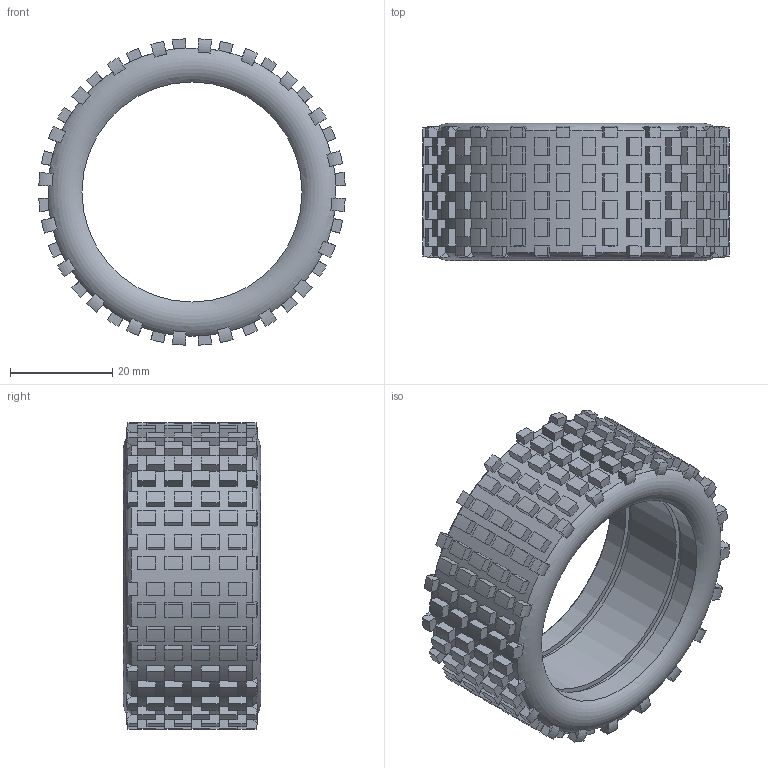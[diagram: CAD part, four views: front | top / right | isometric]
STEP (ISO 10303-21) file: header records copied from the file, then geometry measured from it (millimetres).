
FILE_DESCRIPTION(/* description */ (''),/* implementation_level */ '2;1');
FILE_NAME(/* name */ 'Tire_Spike_v2.step',/* time_stamp */ '2022-03-24T12:50:48+04:00',/* author */ (''),/* organization */ (''),/* preprocessor_version */ 'ST-DEVELOPER v18.1',/* originating_system */ 'Autodesk Translation Framework v10.13.0.1454',/* authorisation */ '');
FILE_SCHEMA (('AUTOMOTIVE_DESIGN { 1 0 10303 214 3 1 1 }'));
Length unit declared in the file: millimetre
Products named in the file (2): Tire_Spike; Tire
Assembly tree (1 placements, depth 2):
  Tire_Spike
    Tire
Bounding box: 59.85 x 26.8 x 59.85 mm (x, y, z)
Volume: 29344.4 mm3; surface area: 14615.3 mm2
Topology: 1 solids, 1 shells, 1092 faces, 2700 edges, 1772 vertices
Faces by surface type: plane 764, cylinder 206, bspline 80, torus 42
Full cylindrical faces by diameter (mm): 43 x3, 45 x2, 56.3 x1
Entity records: 34350 total; most frequent: CARTESIAN_POINT 8127, DIRECTION 5424, ORIENTED_EDGE 5400, EDGE_CURVE 2700, AXIS2_PLACEMENT_3D 1949, VERTEX_POINT 1772, LINE 1526, VECTOR 1526
